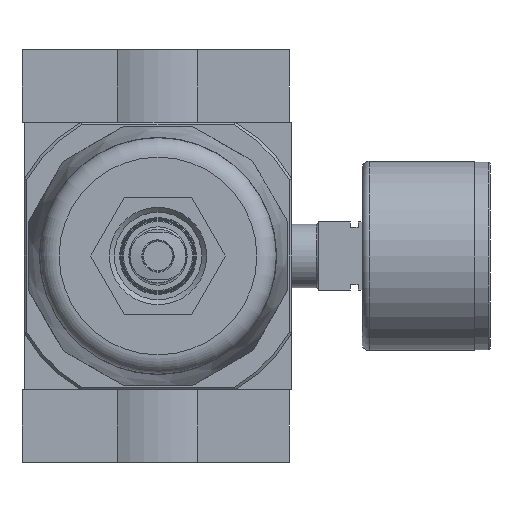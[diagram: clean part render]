
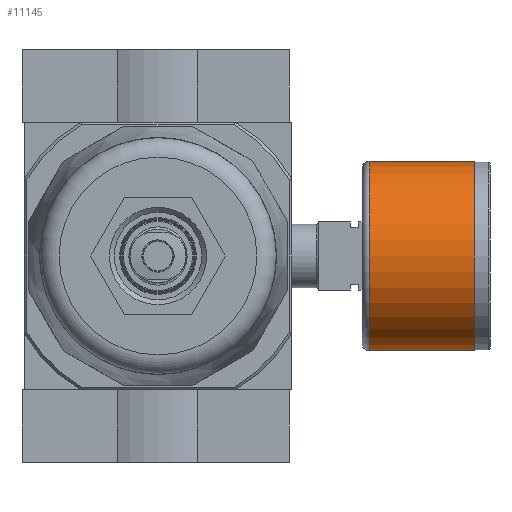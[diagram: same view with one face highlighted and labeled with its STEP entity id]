
A CAD part, front view. The second image highlights one B-rep face of the part: STEP entity #11145.
In plain terms, the highlighted cylindrical face has radius 19.5 mm (diameter 39 mm), a full revolution.
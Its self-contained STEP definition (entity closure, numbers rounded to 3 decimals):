
#1802=CIRCLE('',#12003,19.5);
#1803=CIRCLE('',#12005,19.5);
#3615=ORIENTED_EDGE('',*,*,#5230,.F.);
#3616=ORIENTED_EDGE('',*,*,#5231,.T.);
#5230=EDGE_CURVE('',#6181,#6181,#1802,.T.);
#5231=EDGE_CURVE('',#6182,#6182,#1803,.T.);
#6181=VERTEX_POINT('',#17581);
#6182=VERTEX_POINT('',#17584);
#7114=EDGE_LOOP('',(#3615));
#7115=EDGE_LOOP('',(#3616));
#7843=FACE_BOUND('',#7114,.T.);
#7844=FACE_BOUND('',#7115,.T.);
#8239=CYLINDRICAL_SURFACE('',#12004,19.5);
#11145=ADVANCED_FACE('',(#7843,#7844),#8239,.T.);
#12003=AXIS2_PLACEMENT_3D('',#17580,#13949,#13950);
#12004=AXIS2_PLACEMENT_3D('',#17582,#13951,#13952);
#12005=AXIS2_PLACEMENT_3D('',#17583,#13953,#13954);
#13949=DIRECTION('',(1.,0.,0.));
#13950=DIRECTION('',(0.,0.,-1.));
#13951=DIRECTION('',(1.,0.,0.));
#13952=DIRECTION('',(0.,0.,-1.));
#13953=DIRECTION('',(1.,0.,0.));
#13954=DIRECTION('',(0.,0.,-1.));
#17580=CARTESIAN_POINT('',(-3.2,0.,0.));
#17581=CARTESIAN_POINT('',(-3.2,0.,-19.5));
#17582=CARTESIAN_POINT('',(0.,0.,0.));
#17583=CARTESIAN_POINT('',(-24.85,0.,0.));
#17584=CARTESIAN_POINT('',(-24.85,0.,-19.5));
